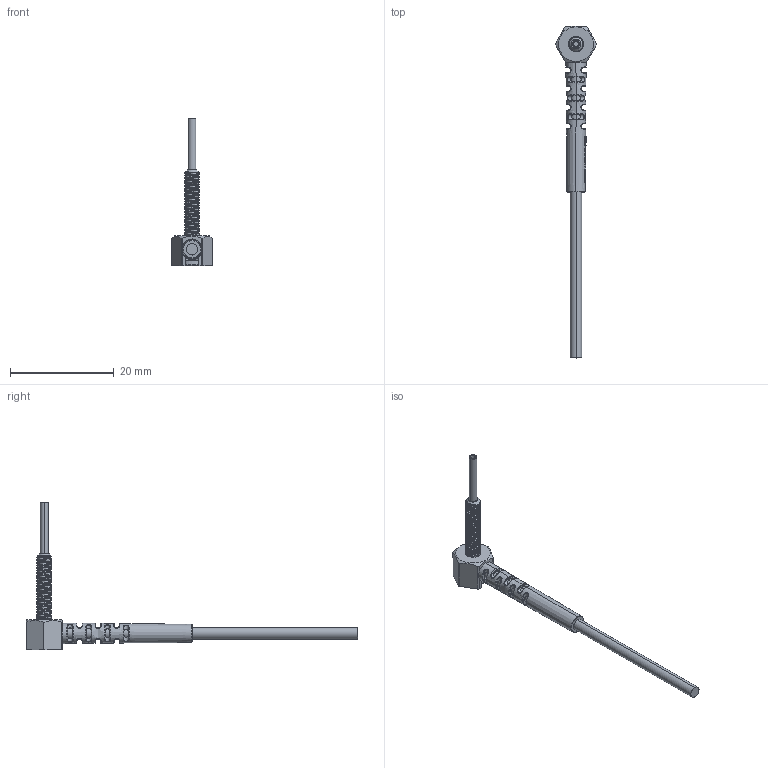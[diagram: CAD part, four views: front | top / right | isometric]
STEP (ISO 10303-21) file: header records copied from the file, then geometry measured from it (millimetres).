
FILE_DESCRIPTION((''),'2;1');
FILE_NAME('PT3Y10-ITZR_ASM','2020-06-10T14:46:55',('Administrator'),(''),'CREO PARAMETRIC BY PTC INC, 2018400','CREO PARAMETRIC BY PTC INC, 2018400','');
FILE_SCHEMA(('AUTOMOTIVE_DESIGN { 1 0 10303 214 1 1 1 1 }'));
Length unit declared in the file: millimetre
Products named in the file (6): M3-90__0; 22XIAN_DAN___; PTM3M4-22____; 22-DANXIAN____ASM; 15-10_; PT3Y10-ITZR_ASM
Assembly tree (5 placements, depth 3):
  PT3Y10-ITZR_ASM
    M3-90__0
    22-DANXIAN____ASM
      22XIAN_DAN___
      PTM3M4-22____
    15-10_
Bounding box: 7.99 x 64 x 28.5 mm (x, y, z)
Volume: 583.2 mm3; surface area: 1645.3 mm2
Topology: 5 solids, 5 shells, 295 faces, 759 edges, 484 vertices
Faces by surface type: bspline 95, cylinder 81, plane 67, torus 34, cone 18
Entity records: 22490 total; most frequent: CARTESIAN_POINT 14384, ORIENTED_EDGE 1518, DIRECTION 1050, EDGE_CURVE 759, VERTEX_POINT 484, PRESENTATION_STYLE_ASSIGNMENT 462, STYLED_ITEM 462, CURVE_STYLE 460
